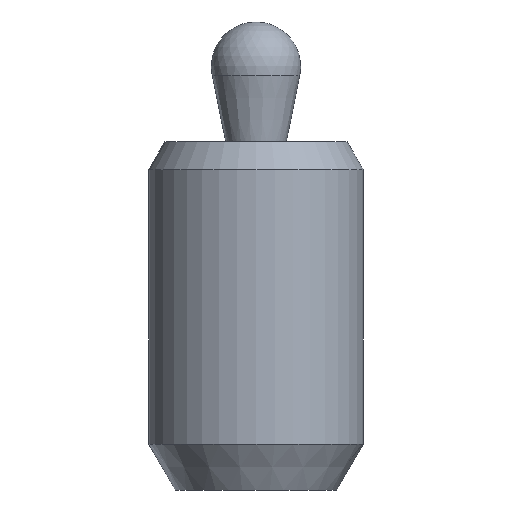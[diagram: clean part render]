
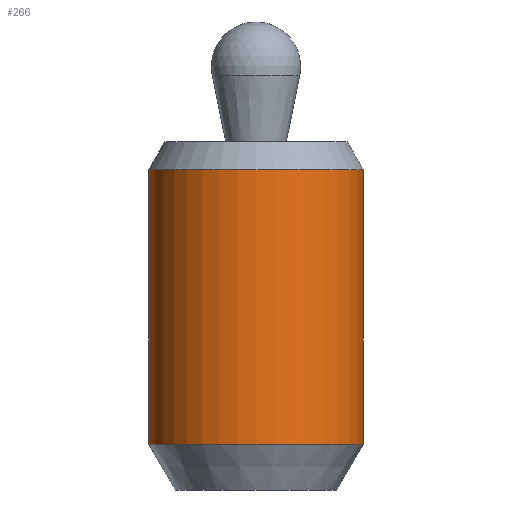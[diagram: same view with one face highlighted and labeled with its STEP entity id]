
A CAD part, front view. The second image highlights one B-rep face of the part: STEP entity #266.
In plain terms, the highlighted cylindrical face has radius 6 mm (diameter 12 mm), a partial arc.
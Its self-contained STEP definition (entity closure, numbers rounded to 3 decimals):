
#134=EDGE_CURVE('',#158,#182,#348,.T.);
#158=VERTEX_POINT('',#377);
#160=VERTEX_POINT('',#379);
#182=VERTEX_POINT('',#403);
#190=EDGE_CURVE('',#318,#158,#411,.T.);
#222=EDGE_CURVE('',#160,#318,#447,.T.);
#262=EDGE_CURVE('',#160,#182,#491,.T.);
#266=ADVANCED_FACE('',(#497),#498,.T.);
#318=VERTEX_POINT('',#557);
#348=LINE('',#582,#583);
#377=CARTESIAN_POINT('',(6.0,0.,-1.559));
#379=CARTESIAN_POINT('',(-6.0,0.,-16.941));
#403=CARTESIAN_POINT('',(6.0,0.,-16.941));
#411=CIRCLE('',#663,6.0);
#447=LINE('',#710,#711);
#491=CIRCLE('',#770,6.0);
#497=FACE_OUTER_BOUND('',#776,.T.);
#498=CYLINDRICAL_SURFACE('',#777,6.0);
#557=CARTESIAN_POINT('',(-6.0,0.,-1.559));
#582=CARTESIAN_POINT('',(6.0,0.,-10.529));
#583=VECTOR('',#865,1.0);
#663=AXIS2_PLACEMENT_3D('',#951,#952,#953);
#710=CARTESIAN_POINT('',(-6.0,0.,-10.529));
#711=VECTOR('',#988,1.0);
#770=AXIS2_PLACEMENT_3D('',#1039,#1040,#1041);
#776=EDGE_LOOP('',(#1051,#1052,#1053,#1054));
#777=AXIS2_PLACEMENT_3D('',#1055,#1056,#1057);
#865=DIRECTION('',(-0.0,-0.0,-1.0));
#951=CARTESIAN_POINT('',(0.,0.,-1.559));
#952=DIRECTION('',(0.0,0.0,1.0));
#953=DIRECTION('',(-1.0,0.,0.0));
#988=DIRECTION('',(0.0,0.0,1.0));
#1039=CARTESIAN_POINT('',(0.,0.,-16.941));
#1040=DIRECTION('',(0.0,0.0,1.0));
#1041=DIRECTION('',(-1.0,0.,0.0));
#1051=ORIENTED_EDGE('',*,*,#222,.F.);
#1052=ORIENTED_EDGE('',*,*,#262,.T.);
#1053=ORIENTED_EDGE('',*,*,#134,.F.);
#1054=ORIENTED_EDGE('',*,*,#190,.F.);
#1055=CARTESIAN_POINT('',(0.,0.,-10.529));
#1056=DIRECTION('',(-0.0,-0.0,-1.0));
#1057=DIRECTION('',(-1.0,0.,0.0));
